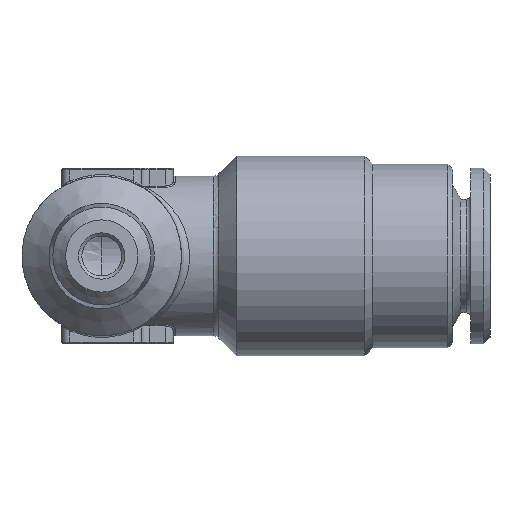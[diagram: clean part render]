
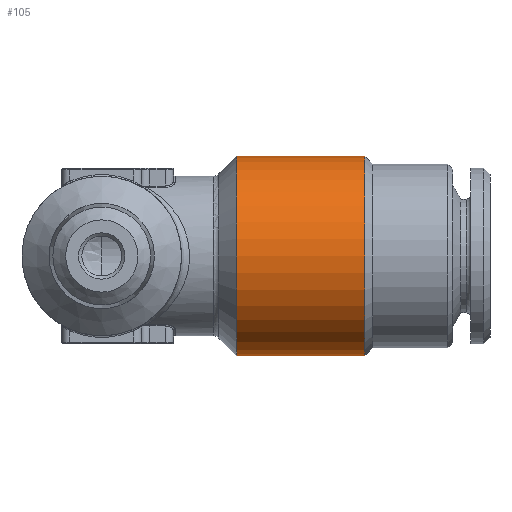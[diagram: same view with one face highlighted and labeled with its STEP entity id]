
A CAD part, front view. The second image highlights one B-rep face of the part: STEP entity #105.
In plain terms, the highlighted cylindrical face has radius 6.25 mm (diameter 12.5 mm), a full revolution.
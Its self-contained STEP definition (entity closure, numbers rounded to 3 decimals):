
#105 = ADVANCED_FACE( 'NONE', ( #255, #256 ), #257, .T. );
#255 = FACE_OUTER_BOUND( '', #842, .T. );
#256 = FACE_OUTER_BOUND( '', #843, .T. );
#257 = CYLINDRICAL_SURFACE( '', #844, 6.25 );
#842 = EDGE_LOOP( '', ( #1497 ) );
#843 = EDGE_LOOP( '', ( #1498 ) );
#844 = AXIS2_PLACEMENT_3D( '', #1499, #1500, #1501 );
#1497 = ORIENTED_EDGE( '', *, *, #2127, .T. );
#1498 = ORIENTED_EDGE( '', *, *, #2128, .T. );
#1499 = CARTESIAN_POINT( '', ( -5.798, 0., 0. ) );
#1500 = DIRECTION( '', ( 1., 0., 0. ) );
#1501 = DIRECTION( '', ( 0., 0., 1. ) );
#2127 = EDGE_CURVE( 'NONE', #2444, #2444, #2445, .T. );
#2128 = EDGE_CURVE( 'NONE', #2446, #2446, #2447, .T. );
#2444 = VERTEX_POINT( '', #3224 );
#2445 = CIRCLE( '', #3225, 6.25 );
#2446 = VERTEX_POINT( '', #3226 );
#2447 = CIRCLE( '', #3227, 6.25 );
#3224 = CARTESIAN_POINT( '', ( 8.45, 0., -6.25 ) );
#3225 = AXIS2_PLACEMENT_3D( '', #3643, #3644, #3645 );
#3226 = CARTESIAN_POINT( '', ( 16.5, 0., 6.25 ) );
#3227 = AXIS2_PLACEMENT_3D( '', #3646, #3647, #3648 );
#3643 = CARTESIAN_POINT( '', ( 8.45, 0., 0. ) );
#3644 = DIRECTION( '', ( 1., 0., 0. ) );
#3645 = DIRECTION( '', ( 0., 0., -1. ) );
#3646 = CARTESIAN_POINT( '', ( 16.5, 0., 0. ) );
#3647 = DIRECTION( '', ( -1., 0., 0. ) );
#3648 = DIRECTION( '', ( 0., 0., 1. ) );
